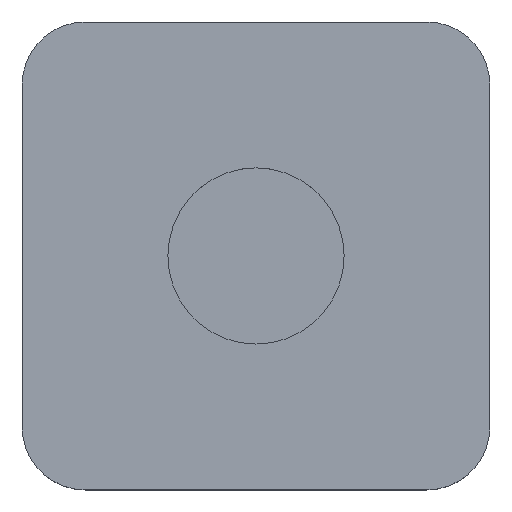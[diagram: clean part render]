
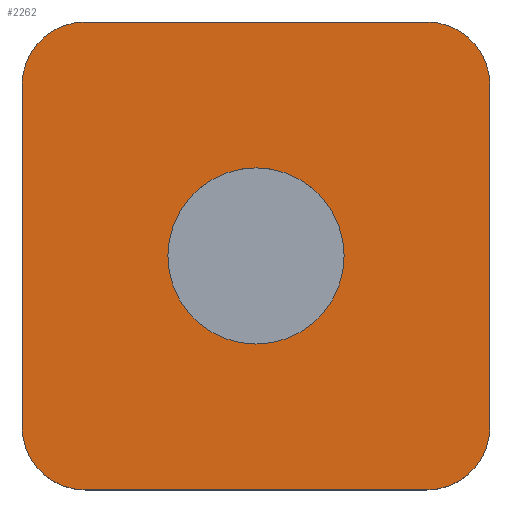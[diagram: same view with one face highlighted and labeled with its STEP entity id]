
A CAD part, top view. The second image highlights one B-rep face of the part: STEP entity #2262.
In plain terms, the highlighted planar face has unit normal (0, 0, 1).
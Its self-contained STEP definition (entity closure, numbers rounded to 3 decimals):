
#103=CIRCLE('',#2367,10.3);
#104=CIRCLE('',#2369,10.3);
#105=CIRCLE('',#2371,10.3);
#106=CIRCLE('',#2373,10.3);
#127=CIRCLE('',#2416,14.35);
#419=ORIENTED_EDGE('',*,*,#745,.T.);
#420=ORIENTED_EDGE('',*,*,#678,.T.);
#421=ORIENTED_EDGE('',*,*,#746,.T.);
#422=ORIENTED_EDGE('',*,*,#675,.T.);
#423=ORIENTED_EDGE('',*,*,#747,.T.);
#424=ORIENTED_EDGE('',*,*,#669,.T.);
#425=ORIENTED_EDGE('',*,*,#748,.T.);
#426=ORIENTED_EDGE('',*,*,#672,.T.);
#427=ORIENTED_EDGE('',*,*,#749,.F.);
#669=EDGE_CURVE('',#847,#848,#103,.T.);
#672=EDGE_CURVE('',#849,#850,#104,.T.);
#675=EDGE_CURVE('',#851,#852,#105,.T.);
#678=EDGE_CURVE('',#853,#854,#106,.T.);
#745=EDGE_CURVE('',#850,#853,#1046,.T.);
#746=EDGE_CURVE('',#854,#851,#1047,.T.);
#747=EDGE_CURVE('',#852,#847,#1048,.T.);
#748=EDGE_CURVE('',#848,#849,#1049,.T.);
#749=EDGE_CURVE('',#907,#907,#127,.T.);
#847=VERTEX_POINT('',#3141);
#848=VERTEX_POINT('',#3143);
#849=VERTEX_POINT('',#3147);
#850=VERTEX_POINT('',#3149);
#851=VERTEX_POINT('',#3153);
#852=VERTEX_POINT('',#3155);
#853=VERTEX_POINT('',#3159);
#854=VERTEX_POINT('',#3161);
#907=VERTEX_POINT('',#3332);
#1046=LINE('',#3327,#1182);
#1047=LINE('',#3328,#1183);
#1048=LINE('',#3329,#1184);
#1049=LINE('',#3330,#1185);
#1182=VECTOR('',#2817,1000.);
#1183=VECTOR('',#2818,1000.);
#1184=VECTOR('',#2819,1000.);
#1185=VECTOR('',#2820,1000.);
#1268=EDGE_LOOP('',(#419,#420,#421,#422,#423,#424,#425,#426));
#1269=EDGE_LOOP('',(#427));
#1402=FACE_BOUND('',#1268,.T.);
#1403=FACE_BOUND('',#1269,.T.);
#1507=PLANE('',#2415);
#2262=ADVANCED_FACE('',(#1402,#1403),#1507,.T.);
#2367=AXIS2_PLACEMENT_3D('',#3144,#2679,#2680);
#2369=AXIS2_PLACEMENT_3D('',#3150,#2685,#2686);
#2371=AXIS2_PLACEMENT_3D('',#3156,#2691,#2692);
#2373=AXIS2_PLACEMENT_3D('',#3162,#2697,#2698);
#2415=AXIS2_PLACEMENT_3D('',#3326,#2815,#2816);
#2416=AXIS2_PLACEMENT_3D('',#3331,#2821,#2822);
#2679=DIRECTION('',(0.,0.,1.));
#2680=DIRECTION('',(1.,0.,0.));
#2685=DIRECTION('',(0.,0.,1.));
#2686=DIRECTION('',(1.,0.,0.));
#2691=DIRECTION('',(0.,0.,1.));
#2692=DIRECTION('',(1.,0.,0.));
#2697=DIRECTION('',(0.,0.,1.));
#2698=DIRECTION('',(1.,0.,0.));
#2815=DIRECTION('',(0.,0.,1.));
#2816=DIRECTION('',(1.,0.,0.));
#2817=DIRECTION('',(0.,1.,0.));
#2818=DIRECTION('',(-1.,0.,0.));
#2819=DIRECTION('',(0.,-1.,0.));
#2820=DIRECTION('',(1.,0.,0.));
#2821=DIRECTION('',(0.,0.,1.));
#2822=DIRECTION('',(1.,0.,0.));
#3141=CARTESIAN_POINT('',(-38.1,-27.8,0.));
#3143=CARTESIAN_POINT('',(-27.8,-38.1,0.));
#3144=CARTESIAN_POINT('',(-27.8,-27.8,0.));
#3147=CARTESIAN_POINT('',(27.8,-38.1,0.));
#3149=CARTESIAN_POINT('',(38.1,-27.8,0.));
#3150=CARTESIAN_POINT('',(27.8,-27.8,0.));
#3153=CARTESIAN_POINT('',(-27.8,38.1,0.));
#3155=CARTESIAN_POINT('',(-38.1,27.8,0.));
#3156=CARTESIAN_POINT('',(-27.8,27.8,0.));
#3159=CARTESIAN_POINT('',(38.1,27.8,0.));
#3161=CARTESIAN_POINT('',(27.8,38.1,0.));
#3162=CARTESIAN_POINT('',(27.8,27.8,0.));
#3326=CARTESIAN_POINT('',(-38.1,38.1,0.));
#3327=CARTESIAN_POINT('',(38.1,38.1,0.));
#3328=CARTESIAN_POINT('',(-38.1,38.1,0.));
#3329=CARTESIAN_POINT('',(-38.1,38.1,0.));
#3330=CARTESIAN_POINT('',(-38.1,-38.1,0.));
#3331=CARTESIAN_POINT('',(0.,0.,0.));
#3332=CARTESIAN_POINT('',(14.35,0.,0.));
